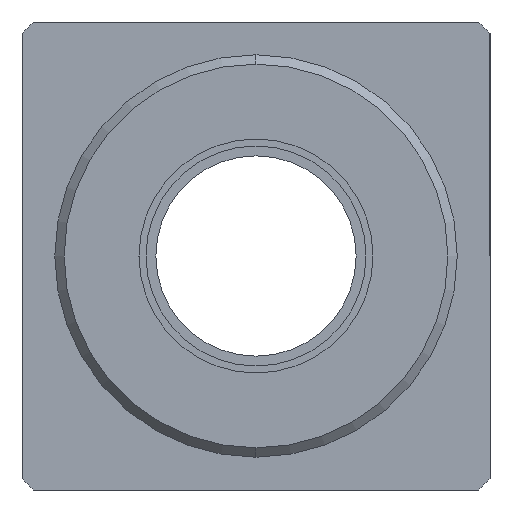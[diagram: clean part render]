
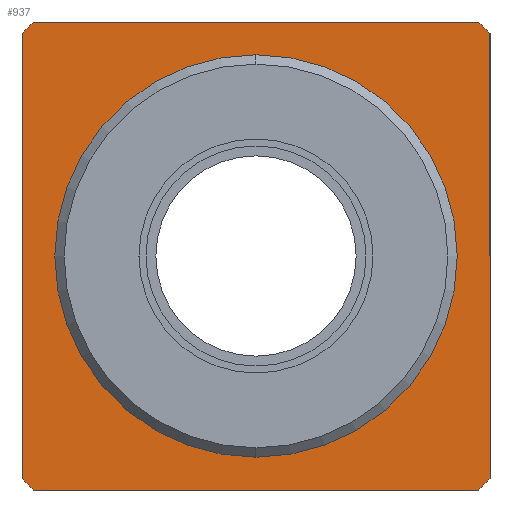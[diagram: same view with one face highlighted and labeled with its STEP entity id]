
A CAD part, left-side view. The second image highlights one B-rep face of the part: STEP entity #937.
In plain terms, the highlighted planar face has unit normal (-1, 0, 0).
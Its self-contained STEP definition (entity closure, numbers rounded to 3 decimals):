
#43 = VERTEX_POINT ( 'NONE', #1821 ) ;
#45 = DIRECTION ( 'NONE',  ( -1., 0., 0. ) ) ;
#54 = DIRECTION ( 'NONE',  ( -1., 0., 0. ) ) ;
#69 = VECTOR ( 'NONE', #3097, 1000. ) ;
#192 = EDGE_CURVE ( 'NONE', #3255, #2518, #2991, .T. ) ;
#251 = EDGE_CURVE ( 'NONE', #1985, #728, #881, .T. ) ;
#275 = EDGE_CURVE ( 'NONE', #43, #728, #609, .T. ) ;
#324 = CARTESIAN_POINT ( 'NONE',  ( 0., 0., 0. ) ) ;
#346 = ORIENTED_EDGE ( 'NONE', *, *, #251, .T. ) ;
#369 = EDGE_CURVE ( 'NONE', #747, #1932, #3111, .T. ) ;
#455 = CARTESIAN_POINT ( 'NONE',  ( 0., -25., 23.775 ) ) ;
#472 = VERTEX_POINT ( 'NONE', #2494 ) ;
#495 = CARTESIAN_POINT ( 'NONE',  ( 0., 25., -23.775 ) ) ;
#515 = CIRCLE ( 'NONE', #1485, 20. ) ;
#520 = VERTEX_POINT ( 'NONE', #455 ) ;
#583 = DIRECTION ( 'NONE',  ( 0., 1., 0. ) ) ;
#609 = LINE ( 'NONE', #2047, #1938 ) ;
#616 = CIRCLE ( 'NONE', #2260, 34.5 ) ;
#695 = CARTESIAN_POINT ( 'NONE',  ( 0., 25., 25. ) ) ;
#728 = VERTEX_POINT ( 'NONE', #907 ) ;
#747 = VERTEX_POINT ( 'NONE', #2931 ) ;
#752 = ORIENTED_EDGE ( 'NONE', *, *, #1960, .F. ) ;
#881 = CIRCLE ( 'NONE', #3499, 34.5 ) ;
#907 = CARTESIAN_POINT ( 'NONE',  ( 0., 23.775, -25. ) ) ;
#937 = ADVANCED_FACE ( 'NONE', ( #3488, #2754 ), #1043, .F. ) ;
#984 = DIRECTION ( 'NONE',  ( 0., 0., -1. ) ) ;
#1022 = DIRECTION ( 'NONE',  ( 1., 0., 0. ) ) ;
#1043 = PLANE ( 'NONE',  #1968 ) ;
#1121 = CARTESIAN_POINT ( 'NONE',  ( 0., -25., -23.775 ) ) ;
#1145 = AXIS2_PLACEMENT_3D ( 'NONE', #3055, #3618, #3463 ) ;
#1152 = CARTESIAN_POINT ( 'NONE',  ( 0., 23.775, 25. ) ) ;
#1213 = CARTESIAN_POINT ( 'NONE',  ( 0., 0., 0. ) ) ;
#1269 = CARTESIAN_POINT ( 'NONE',  ( 0., 34.5, 0. ) ) ;
#1307 = CARTESIAN_POINT ( 'NONE',  ( 0., 0., 0. ) ) ;
#1454 = DIRECTION ( 'NONE',  ( -1., 0., 0. ) ) ;
#1461 = DIRECTION ( 'NONE',  ( 0., 0., 1. ) ) ;
#1474 = CARTESIAN_POINT ( 'NONE',  ( 0., 0., -20. ) ) ;
#1479 = CARTESIAN_POINT ( 'NONE',  ( 0., 0., 0. ) ) ;
#1485 = AXIS2_PLACEMENT_3D ( 'NONE', #1213, #45, #2274 ) ;
#1537 = DIRECTION ( 'NONE',  ( 0., 0., 1. ) ) ;
#1562 = VECTOR ( 'NONE', #3063, 1000. ) ;
#1580 = ORIENTED_EDGE ( 'NONE', *, *, #2503, .F. ) ;
#1600 = DIRECTION ( 'NONE',  ( 0., 0., 1. ) ) ;
#1759 = LINE ( 'NONE', #695, #69 ) ;
#1765 = ORIENTED_EDGE ( 'NONE', *, *, #275, .F. ) ;
#1821 = CARTESIAN_POINT ( 'NONE',  ( 0., -23.775, -25. ) ) ;
#1838 = CIRCLE ( 'NONE', #2829, 34.5 ) ;
#1862 = CARTESIAN_POINT ( 'NONE',  ( 0., 0., 0. ) ) ;
#1908 = AXIS2_PLACEMENT_3D ( 'NONE', #1479, #1454, #1461 ) ;
#1929 = CARTESIAN_POINT ( 'NONE',  ( 0., -25., 25. ) ) ;
#1932 = VERTEX_POINT ( 'NONE', #1474 ) ;
#1937 = EDGE_LOOP ( 'NONE', ( #1765, #3574, #752, #3597, #2720, #2837, #2983, #346 ) ) ;
#1938 = VECTOR ( 'NONE', #583, 1000. ) ;
#1960 = EDGE_CURVE ( 'NONE', #520, #2035, #2799, .T. ) ;
#1968 = AXIS2_PLACEMENT_3D ( 'NONE', #1269, #1022, #984 ) ;
#1985 = VERTEX_POINT ( 'NONE', #495 ) ;
#2035 = VERTEX_POINT ( 'NONE', #1121 ) ;
#2046 = CARTESIAN_POINT ( 'NONE',  ( 0., -25., 25. ) ) ;
#2047 = CARTESIAN_POINT ( 'NONE',  ( 0., -25., -25. ) ) ;
#2260 = AXIS2_PLACEMENT_3D ( 'NONE', #324, #3138, #1537 ) ;
#2274 = DIRECTION ( 'NONE',  ( 0., 0., 1. ) ) ;
#2350 = EDGE_CURVE ( 'NONE', #1985, #2518, #1759, .T. ) ;
#2406 = EDGE_LOOP ( 'NONE', ( #3030, #1580 ) ) ;
#2494 = CARTESIAN_POINT ( 'NONE',  ( 0., -23.775, 25. ) ) ;
#2503 = EDGE_CURVE ( 'NONE', #1932, #747, #515, .T. ) ;
#2518 = VERTEX_POINT ( 'NONE', #3312 ) ;
#2520 = EDGE_CURVE ( 'NONE', #3255, #472, #3302, .T. ) ;
#2572 = VECTOR ( 'NONE', #3159, 1000. ) ;
#2720 = ORIENTED_EDGE ( 'NONE', *, *, #2520, .F. ) ;
#2754 = FACE_OUTER_BOUND ( 'NONE', #1937, .T. ) ;
#2799 = LINE ( 'NONE', #1929, #1562 ) ;
#2829 = AXIS2_PLACEMENT_3D ( 'NONE', #1307, #3200, #1600 ) ;
#2837 = ORIENTED_EDGE ( 'NONE', *, *, #192, .T. ) ;
#2931 = CARTESIAN_POINT ( 'NONE',  ( 0., 0., 20. ) ) ;
#2983 = ORIENTED_EDGE ( 'NONE', *, *, #2350, .F. ) ;
#2991 = CIRCLE ( 'NONE', #1145, 34.5 ) ;
#3030 = ORIENTED_EDGE ( 'NONE', *, *, #369, .F. ) ;
#3055 = CARTESIAN_POINT ( 'NONE',  ( 0., 0., 0. ) ) ;
#3063 = DIRECTION ( 'NONE',  ( 0., 0., -1. ) ) ;
#3074 = EDGE_CURVE ( 'NONE', #43, #2035, #1838, .T. ) ;
#3097 = DIRECTION ( 'NONE',  ( 0., 0., 1. ) ) ;
#3111 = CIRCLE ( 'NONE', #1908, 20. ) ;
#3138 = DIRECTION ( 'NONE',  ( -1., 0., 0. ) ) ;
#3159 = DIRECTION ( 'NONE',  ( 0., -1., 0. ) ) ;
#3200 = DIRECTION ( 'NONE',  ( -1., 0., 0. ) ) ;
#3255 = VERTEX_POINT ( 'NONE', #1152 ) ;
#3302 = LINE ( 'NONE', #2046, #2572 ) ;
#3312 = CARTESIAN_POINT ( 'NONE',  ( 0., 25., 23.775 ) ) ;
#3413 = DIRECTION ( 'NONE',  ( 0., 0., 1. ) ) ;
#3439 = EDGE_CURVE ( 'NONE', #520, #472, #616, .T. ) ;
#3463 = DIRECTION ( 'NONE',  ( 0., 0., 1. ) ) ;
#3488 = FACE_BOUND ( 'NONE', #2406, .T. ) ;
#3499 = AXIS2_PLACEMENT_3D ( 'NONE', #1862, #54, #3413 ) ;
#3574 = ORIENTED_EDGE ( 'NONE', *, *, #3074, .T. ) ;
#3597 = ORIENTED_EDGE ( 'NONE', *, *, #3439, .T. ) ;
#3618 = DIRECTION ( 'NONE',  ( -1., 0., 0. ) ) ;
